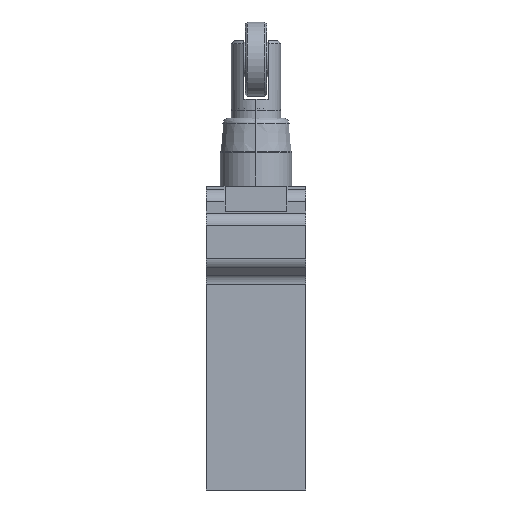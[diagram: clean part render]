
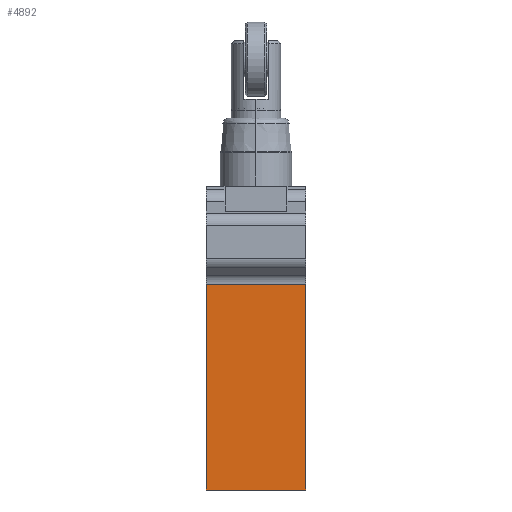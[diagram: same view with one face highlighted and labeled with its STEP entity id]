
A CAD part, left-side view. The second image highlights one B-rep face of the part: STEP entity #4892.
In plain terms, the highlighted planar face has unit normal (-1, 0, 0).
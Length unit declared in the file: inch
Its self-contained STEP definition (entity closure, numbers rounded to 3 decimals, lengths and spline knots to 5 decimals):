
#89 = CARTESIAN_POINT ( 'NONE',  ( -0.59055, -0.62992, -0.26687 ) ) ;
#176 = VECTOR ( 'NONE', #535, 39.37008 ) ;
#311 = ORIENTED_EDGE ( 'NONE', *, *, #837, .T. ) ;
#408 = CARTESIAN_POINT ( 'NONE',  ( -0.59055, 0., -0.26687 ) ) ;
#522 = VERTEX_POINT ( 'NONE', #1925 ) ;
#535 = DIRECTION ( 'NONE',  ( 0., -1., 0. ) ) ;
#570 = CARTESIAN_POINT ( 'NONE',  ( -0.59055, -0.62992, -0.61024 ) ) ;
#674 = EDGE_CURVE ( 'NONE', #522, #6178, #1847, .T. ) ;
#837 = EDGE_CURVE ( 'NONE', #6178, #4804, #2904, .T. ) ;
#857 = VECTOR ( 'NONE', #3006, 39.37008 ) ;
#908 = DIRECTION ( 'NONE',  ( 0., 0., 1. ) ) ;
#1254 = ORIENTED_EDGE ( 'NONE', *, *, #5626, .T. ) ;
#1425 = DIRECTION ( 'NONE',  ( 0., 1., 0. ) ) ;
#1546 = LINE ( 'NONE', #570, #857 ) ;
#1576 = DIRECTION ( 'NONE',  ( 0., 0., -1. ) ) ;
#1579 = CARTESIAN_POINT ( 'NONE',  ( -0.59055, 0., -1.5748 ) ) ;
#1732 = FACE_OUTER_BOUND ( 'NONE', #1878, .T. ) ;
#1847 = LINE ( 'NONE', #3465, #5567 ) ;
#1878 = EDGE_LOOP ( 'NONE', ( #311, #4915, #1254, #5501 ) ) ;
#1925 = CARTESIAN_POINT ( 'NONE',  ( -0.59055, 0., -0.26687 ) ) ;
#2354 = CARTESIAN_POINT ( 'NONE',  ( -0.59055, 0., -1.5748 ) ) ;
#2394 = PLANE ( 'NONE',  #4775 ) ;
#2763 = CARTESIAN_POINT ( 'NONE',  ( -0.59055, -0.62992, -1.5748 ) ) ;
#2846 = VECTOR ( 'NONE', #1425, 39.37008 ) ;
#2904 = LINE ( 'NONE', #1579, #176 ) ;
#3006 = DIRECTION ( 'NONE',  ( 0., 0., 1. ) ) ;
#3080 = LINE ( 'NONE', #408, #2846 ) ;
#3465 = CARTESIAN_POINT ( 'NONE',  ( -0.59055, 0., -1.5748 ) ) ;
#3483 = VERTEX_POINT ( 'NONE', #89 ) ;
#4775 = AXIS2_PLACEMENT_3D ( 'NONE', #2354, #5744, #908 ) ;
#4804 = VERTEX_POINT ( 'NONE', #2763 ) ;
#4892 = ADVANCED_FACE ( 'NONE', ( #1732 ), #2394, .T. ) ;
#4915 = ORIENTED_EDGE ( 'NONE', *, *, #5033, .T. ) ;
#5033 = EDGE_CURVE ( 'NONE', #4804, #3483, #1546, .T. ) ;
#5225 = CARTESIAN_POINT ( 'NONE',  ( -0.59055, 0., -1.5748 ) ) ;
#5501 = ORIENTED_EDGE ( 'NONE', *, *, #674, .T. ) ;
#5567 = VECTOR ( 'NONE', #1576, 39.37008 ) ;
#5626 = EDGE_CURVE ( 'NONE', #3483, #522, #3080, .T. ) ;
#5744 = DIRECTION ( 'NONE',  ( -1., 0., 0. ) ) ;
#6178 = VERTEX_POINT ( 'NONE', #5225 ) ;
